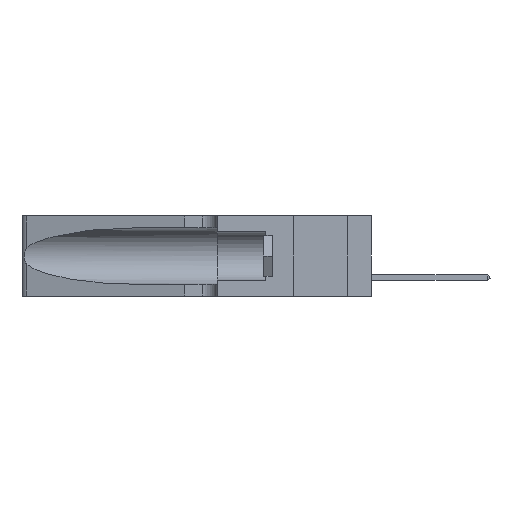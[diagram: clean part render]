
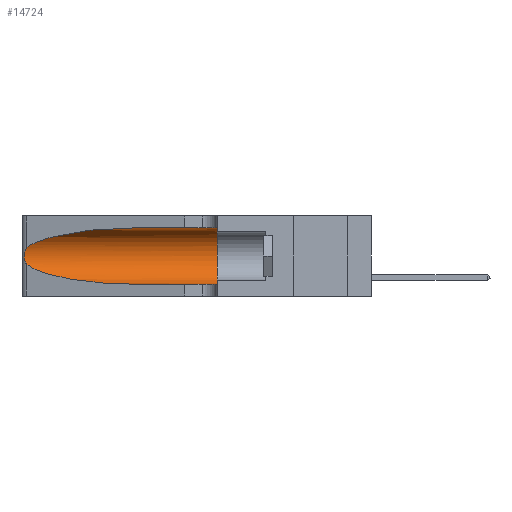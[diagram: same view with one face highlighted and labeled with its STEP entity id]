
A CAD part, left-side view. The second image highlights one B-rep face of the part: STEP entity #14724.
In plain terms, the highlighted cylindrical face has radius 3.308 mm (diameter 6.617 mm), a partial arc.
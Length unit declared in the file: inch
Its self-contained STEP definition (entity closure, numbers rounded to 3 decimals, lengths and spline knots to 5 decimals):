
#903 = ORIENTED_EDGE ( 'NONE', *, *, #3178, .T. ) ;
#1400 = CARTESIAN_POINT ( 'NONE',  ( 0.18966, 0.96281, 0.05475 ) ) ;
#1423 = EDGE_LOOP ( 'NONE', ( #13707, #18902, #903, #19582, #7475, #19920 ) ) ;
#1458 = CARTESIAN_POINT ( 'NONE',  ( 0.25487, 1.22718, 0.14631 ) ) ;
#2176 = AXIS2_PLACEMENT_3D ( 'NONE', #9003, #20661, #10642 ) ;
#2325 = VERTEX_POINT ( 'NONE', #7330 ) ;
#2367 = CARTESIAN_POINT ( 'NONE',  ( 0.25487, 1.22718, 0.22369 ) ) ;
#2377 = CARTESIAN_POINT ( 'NONE',  ( 0.1305, 0.72297, 0.31525 ) ) ;
#2634 = CARTESIAN_POINT ( 'NONE',  ( 0.1305, 0.35, 0.05475 ) ) ;
#3047 = CYLINDRICAL_SURFACE ( 'NONE', #2176, 0.13025 ) ;
#3178 = EDGE_CURVE ( 'NONE', #2325, #10996, #3901, .T. ) ;
#3298 = AXIS2_PLACEMENT_3D ( 'NONE', #6123, #17866, #7729 ) ;
#3886 = EDGE_CURVE ( 'NONE', #15834, #20123, #10365, .T. ) ;
#3901 =( BOUNDED_CURVE ( )  B_SPLINE_CURVE ( 3, ( #16261, #6361, #1400, #15018 ),
 .UNSPECIFIED., .F., .T. ) 
 B_SPLINE_CURVE_WITH_KNOTS ( ( 4, 4 ),
 ( 3.44316, 4.71239 ),
 .UNSPECIFIED. ) 
 CURVE ( )  GEOMETRIC_REPRESENTATION_ITEM ( )  RATIONAL_B_SPLINE_CURVE ( ( 1., 0.87, 0.87, 1. ) ) 
 REPRESENTATION_ITEM ( '' )  );
#4352 = FACE_OUTER_BOUND ( 'NONE', #1423, .T. ) ;
#4573 = CARTESIAN_POINT ( 'NONE',  ( 0.25856, 1.23593, 0.16098 ) ) ;
#4653 = CARTESIAN_POINT ( 'NONE',  ( 0.25639, 1.23186, 0.15144 ) ) ;
#6123 = CARTESIAN_POINT ( 'NONE',  ( 0.1305, 0.35, 0.185 ) ) ;
#6264 = CARTESIAN_POINT ( 'NONE',  ( 0.26075, 1.23896, 0.19203 ) ) ;
#6361 = CARTESIAN_POINT ( 'NONE',  ( 0.2373, 1.15595, 0.08982 ) ) ;
#6410 = CARTESIAN_POINT ( 'NONE',  ( 0.26018, 1.23835, 0.19895 ) ) ;
#7330 = CARTESIAN_POINT ( 'NONE',  ( 0.25487, 1.22718, 0.14631 ) ) ;
#7475 = ORIENTED_EDGE ( 'NONE', *, *, #16696, .F. ) ;
#7495 = CARTESIAN_POINT ( 'NONE',  ( 0.1305, 0.35, 0.31525 ) ) ;
#7729 = DIRECTION ( 'NONE',  ( 0., 0., 1. ) ) ;
#7763 = EDGE_CURVE ( 'NONE', #20123, #2325, #16902, .T. ) ;
#8158 = CARTESIAN_POINT ( 'NONE',  ( 0.26017, 1.23833, 0.17102 ) ) ;
#8631 = EDGE_CURVE ( 'NONE', #10996, #14427, #14500, .T. ) ;
#8710 = CIRCLE ( 'NONE', #3298, 0.13025 ) ;
#8819 = VERTEX_POINT ( 'NONE', #7495 ) ;
#9003 = CARTESIAN_POINT ( 'NONE',  ( 0.1305, 1.61858, 0.185 ) ) ;
#9715 = CARTESIAN_POINT ( 'NONE',  ( 0.25555, 1.22993, 0.14849 ) ) ;
#10365 =( BOUNDED_CURVE ( )  B_SPLINE_CURVE ( 3, ( #12393, #20886, #10715, #2367 ),
 .UNSPECIFIED., .F., .F. ) 
 B_SPLINE_CURVE_WITH_KNOTS ( ( 4, 4 ),
 ( 1.5708, 2.84003 ),
 .UNSPECIFIED. ) 
 CURVE ( )  GEOMETRIC_REPRESENTATION_ITEM ( )  RATIONAL_B_SPLINE_CURVE ( ( 1., 0.87, 0.87, 1. ) ) 
 REPRESENTATION_ITEM ( '' )  );
#10642 = DIRECTION ( 'NONE',  ( 0., 0., -1. ) ) ;
#10715 = CARTESIAN_POINT ( 'NONE',  ( 0.2373, 1.15595, 0.28018 ) ) ;
#10996 = VERTEX_POINT ( 'NONE', #18109 ) ;
#11081 = DIRECTION ( 'NONE',  ( 0., -1., 0. ) ) ;
#11737 = LINE ( 'NONE', #12309, #14035 ) ;
#12309 = CARTESIAN_POINT ( 'NONE',  ( 0.1305, 1.61858, 0.31525 ) ) ;
#12393 = CARTESIAN_POINT ( 'NONE',  ( 0.1305, 0.72297, 0.31525 ) ) ;
#13196 = CARTESIAN_POINT ( 'NONE',  ( 0.25789, 1.23486, 0.15765 ) ) ;
#13707 = ORIENTED_EDGE ( 'NONE', *, *, #3886, .T. ) ;
#14035 = VECTOR ( 'NONE', #19189, 39.37008 ) ;
#14111 = CARTESIAN_POINT ( 'NONE',  ( 0.1305, 1.61858, 0.05475 ) ) ;
#14427 = VERTEX_POINT ( 'NONE', #2634 ) ;
#14500 = LINE ( 'NONE', #14111, #21017 ) ;
#14645 = CARTESIAN_POINT ( 'NONE',  ( 0.25639, 1.23184, 0.21858 ) ) ;
#14724 = ADVANCED_FACE ( 'NONE', ( #4352 ), #3047, .F. ) ;
#15018 = CARTESIAN_POINT ( 'NONE',  ( 0.1305, 0.72297, 0.05475 ) ) ;
#15834 = VERTEX_POINT ( 'NONE', #2377 ) ;
#16261 = CARTESIAN_POINT ( 'NONE',  ( 0.25487, 1.22718, 0.14631 ) ) ;
#16696 = EDGE_CURVE ( 'NONE', #8819, #14427, #8710, .T. ) ;
#16902 = B_SPLINE_CURVE_WITH_KNOTS ( 'NONE', 3,
 ( #18144, #18078, #14645, #19602, #18226, #6410, #6264, #19808, #8158, #4573, #13196, #4653, #9715, #1458 ),
 .UNSPECIFIED., .F., .F.,
 ( 4, 2, 2, 2, 2, 2, 4 ),
 ( 0., 0.00027, 0.00053, 0.00107, 0.0016, 0.00187, 0.00214 ),
 .UNSPECIFIED. ) ;
#17866 = DIRECTION ( 'NONE',  ( 0., 1., 0. ) ) ;
#18078 = CARTESIAN_POINT ( 'NONE',  ( 0.25555, 1.22994, 0.2215 ) ) ;
#18109 = CARTESIAN_POINT ( 'NONE',  ( 0.1305, 0.72297, 0.05475 ) ) ;
#18144 = CARTESIAN_POINT ( 'NONE',  ( 0.25487, 1.22718, 0.22369 ) ) ;
#18226 = CARTESIAN_POINT ( 'NONE',  ( 0.25854, 1.2359, 0.20912 ) ) ;
#18902 = ORIENTED_EDGE ( 'NONE', *, *, #7763, .T. ) ;
#19189 = DIRECTION ( 'NONE',  ( 0., -1., 0. ) ) ;
#19582 = ORIENTED_EDGE ( 'NONE', *, *, #8631, .T. ) ;
#19602 = CARTESIAN_POINT ( 'NONE',  ( 0.25787, 1.23484, 0.2124 ) ) ;
#19808 = CARTESIAN_POINT ( 'NONE',  ( 0.26075, 1.23896, 0.178 ) ) ;
#19900 = CARTESIAN_POINT ( 'NONE',  ( 0.25487, 1.22718, 0.22369 ) ) ;
#19920 = ORIENTED_EDGE ( 'NONE', *, *, #19973, .F. ) ;
#19973 = EDGE_CURVE ( 'NONE', #15834, #8819, #11737, .T. ) ;
#20123 = VERTEX_POINT ( 'NONE', #19900 ) ;
#20661 = DIRECTION ( 'NONE',  ( 0., -1., 0. ) ) ;
#20886 = CARTESIAN_POINT ( 'NONE',  ( 0.18966, 0.96281, 0.31525 ) ) ;
#21017 = VECTOR ( 'NONE', #11081, 39.37008 ) ;
